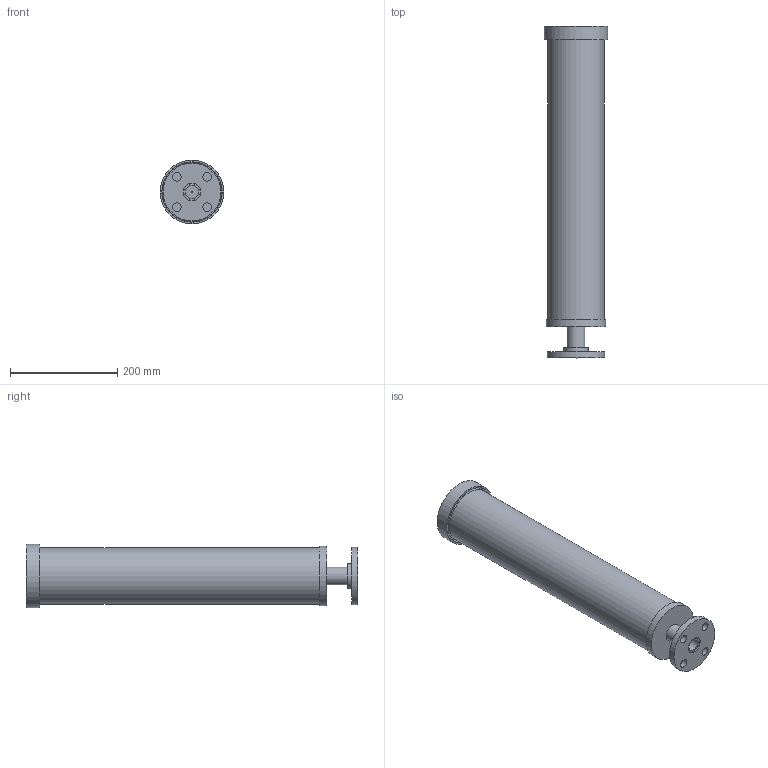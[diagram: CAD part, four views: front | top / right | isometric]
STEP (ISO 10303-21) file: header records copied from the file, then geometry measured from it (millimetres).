
FILE_DESCRIPTION((''),'2;1');
FILE_NAME('AC#3-4000-F_R2.iam.stp','2016-10-13T14:12:55',(''),(''),'Autodesk Inventor 2009','Autodesk Inventor 2009','');
FILE_SCHEMA(('AUTOMOTIVE_DESIGN { 1 0 10303 214 1 1 1 1 }'));
Length unit declared in the file: inch
Products named in the file (7): AC#3-4000-F_R2; SA-10FLG-PP_R0; FLG-10PP_R0; PIPE-10PP-SCH80; AC-2B-4000-S; AC-4000-TUBE; AC-DC-4000_R1
Assembly tree (6 placements, depth 3):
  AC#3-4000-F_R2
    SA-10FLG-PP_R0
      FLG-10PP_R0
      PIPE-10PP-SCH80
    AC-2B-4000-S
    AC-4000-TUBE
    AC-DC-4000_R1
Bounding box: 119.13 x 619.25 x 119.13 mm (x, y, z)
Volume: 811425.8 mm3; surface area: 451995.1 mm2
Topology: 5 solids, 5 shells, 36 faces, 60 edges, 40 vertices
Faces by surface type: cylinder 19, plane 16, cone 1
Full cylindrical faces by diameter (mm): 3.175 x1, 15.799 x4, 24.206 x1, 28.575 x1, 31.039 x1, 33.299 x2, 45.466 x1, 100.33 x1, 101.727 x1, 104.521 x1, 104.775 x1, 107.95 x1, 111.252 x1, 112.522 x1, 119.126 x1
Entity records: 1012 total; most frequent: DIRECTION 178, CARTESIAN_POINT 129, AXIS2_PLACEMENT_3D 89, ORIENTED_EDGE 80, EDGE_LOOP 80, FACE_BOUND 44, VERTEX_POINT 40, CIRCLE 40
